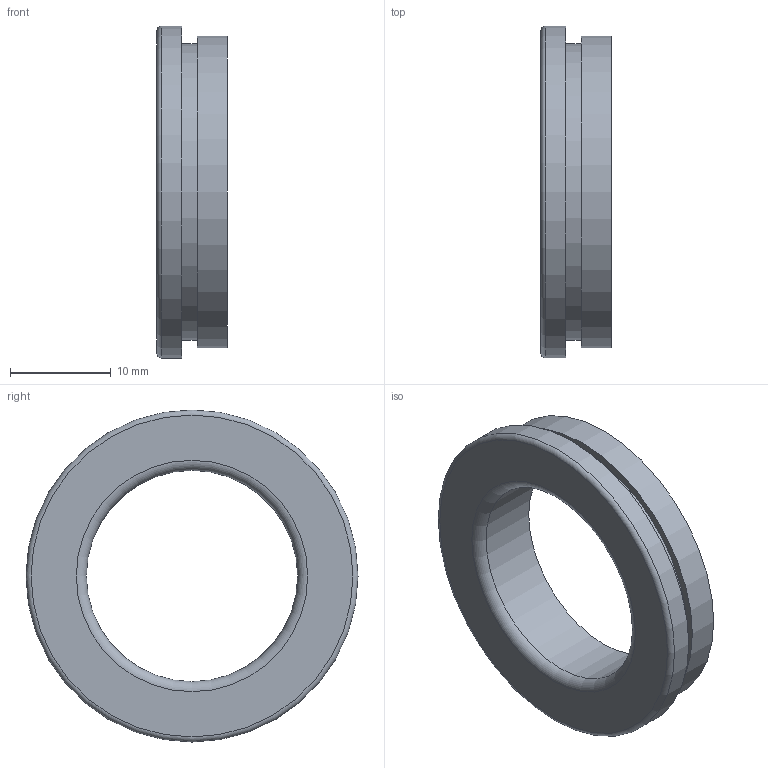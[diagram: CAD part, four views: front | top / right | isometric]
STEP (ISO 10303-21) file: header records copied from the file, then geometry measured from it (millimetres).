
FILE_DESCRIPTION(/* description */ ('GUMMIDICHTRING'),/* implementation_level */ '2;1');
FILE_NAME(/* name */ 'sgor.stp',/* time_stamp */ '2020-04-08T07:45:14+02:00',/* author */ ('ertl'),/* organization */ (''),/* preprocessor_version */ 'ST-DEVELOPER v17',/* originating_system */ 'Autodesk Inventor 2018',/* authorisation */ '2983,28 mm^3');
FILE_SCHEMA (('AUTOMOTIVE_DESIGN { 1 0 10303 214 3 1 1 }'));
Length unit declared in the file: millimetre
Products named in the file (1): SGOR-U
Bounding box: 7 x 33 x 33 mm (x, y, z)
Volume: 2983.3 mm3; surface area: 2262.4 mm2
Topology: 1 solids, 1 shells, 10 faces, 28 edges, 22 vertices
Faces by surface type: plane 4, cylinder 4, torus 2
Full cylindrical faces by diameter (mm): 21 x1, 29.5 x1, 31 x1, 33 x1
Entity records: 399 total; most frequent: DIRECTION 74, CARTESIAN_POINT 61, ORIENTED_EDGE 56, AXIS2_PLACEMENT_3D 35, EDGE_CURVE 28, CIRCLE 24, VERTEX_POINT 22, EDGE_LOOP 14
